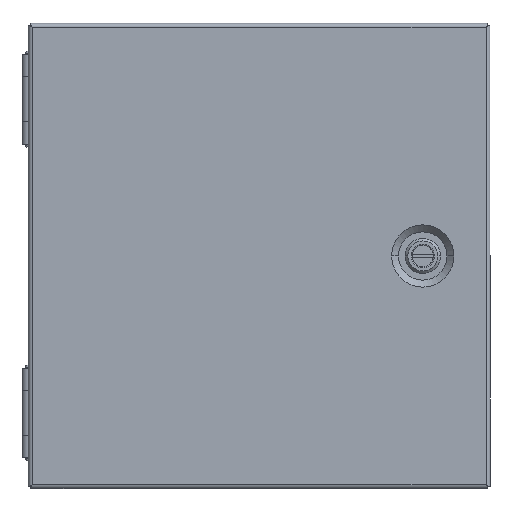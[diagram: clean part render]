
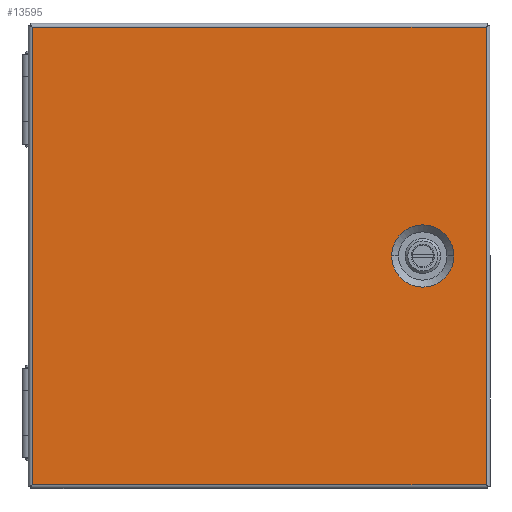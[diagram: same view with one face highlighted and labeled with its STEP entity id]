
A CAD part, top view. The second image highlights one B-rep face of the part: STEP entity #13595.
In plain terms, the highlighted planar face has unit normal (0, 0, 1).
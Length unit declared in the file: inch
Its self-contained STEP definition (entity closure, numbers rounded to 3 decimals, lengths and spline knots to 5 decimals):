
#903 = CARTESIAN_POINT ( 'NONE',  ( 5.0425, -5.104, 4.118 ) ) ;
#2315 = CARTESIAN_POINT ( 'NONE',  ( 5.0425, 5.104, 4.118 ) ) ;
#2425 = CARTESIAN_POINT ( 'NONE',  ( 5.0425, -5.104, 4.118 ) ) ;
#3382 = PLANE ( 'NONE',  #12144 ) ;
#3956 = DIRECTION ( 'NONE',  ( 0., 0., 1. ) ) ;
#4351 = VERTEX_POINT ( 'NONE', #11389 ) ;
#4538 = DIRECTION ( 'NONE',  ( 1., 0., 0. ) ) ;
#4687 = EDGE_CURVE ( 'NONE', #9272, #4811, #21791, .T. ) ;
#4811 = VERTEX_POINT ( 'NONE', #14578 ) ;
#5478 = EDGE_CURVE ( 'NONE', #7933, #23408, #23423, .T. ) ;
#5642 = EDGE_CURVE ( 'NONE', #23408, #7933, #10486, .T. ) ;
#6036 = ORIENTED_EDGE ( 'NONE', *, *, #5642, .T. ) ;
#6366 = EDGE_CURVE ( 'NONE', #23567, #9272, #16489, .T. ) ;
#6823 = AXIS2_PLACEMENT_3D ( 'NONE', #15348, #11820, #7899 ) ;
#6950 = CARTESIAN_POINT ( 'NONE',  ( 5.0425, 5.104, 4.118 ) ) ;
#7031 = EDGE_CURVE ( 'NONE', #4351, #23567, #15541, .T. ) ;
#7455 = FACE_BOUND ( 'NONE', #15511, .T. ) ;
#7899 = DIRECTION ( 'NONE',  ( 1., 0., 0. ) ) ;
#7933 = VERTEX_POINT ( 'NONE', #12757 ) ;
#8529 = LINE ( 'NONE', #21962, #16307 ) ;
#9133 = CARTESIAN_POINT ( 'NONE',  ( 5.0425, -5.104, 4.118 ) ) ;
#9202 = FACE_OUTER_BOUND ( 'NONE', #20342, .T. ) ;
#9272 = VERTEX_POINT ( 'NONE', #2315 ) ;
#10486 = CIRCLE ( 'NONE', #12668, 0.69489 ) ;
#10940 = DIRECTION ( 'NONE',  ( 0., -1., 0. ) ) ;
#11389 = CARTESIAN_POINT ( 'NONE',  ( -5.0855, -5.104, 4.118 ) ) ;
#11572 = DIRECTION ( 'NONE',  ( 0., 0., -1. ) ) ;
#11820 = DIRECTION ( 'NONE',  ( 0., 0., -1. ) ) ;
#11899 = CARTESIAN_POINT ( 'NONE',  ( 3.6285, 0., 4.118 ) ) ;
#12144 = AXIS2_PLACEMENT_3D ( 'NONE', #9133, #3956, #18588 ) ;
#12162 = VECTOR ( 'NONE', #21601, 39.37008 ) ;
#12563 = CARTESIAN_POINT ( 'NONE',  ( 5.0425, -5.104, 4.118 ) ) ;
#12668 = AXIS2_PLACEMENT_3D ( 'NONE', #11899, #11572, #4538 ) ;
#12757 = CARTESIAN_POINT ( 'NONE',  ( 4.32339, 0., 4.118 ) ) ;
#13595 = ADVANCED_FACE ( 'NONE', ( #7455, #9202 ), #3382, .T. ) ;
#13749 = DIRECTION ( 'NONE',  ( 1., 0., 0. ) ) ;
#14492 = DIRECTION ( 'NONE',  ( -1., 0., 0. ) ) ;
#14578 = CARTESIAN_POINT ( 'NONE',  ( -5.0855, 5.104, 4.118 ) ) ;
#15348 = CARTESIAN_POINT ( 'NONE',  ( 3.6285, 0., 4.118 ) ) ;
#15511 = EDGE_LOOP ( 'NONE', ( #20821, #6036 ) ) ;
#15541 = LINE ( 'NONE', #903, #16390 ) ;
#16307 = VECTOR ( 'NONE', #10940, 39.37008 ) ;
#16390 = VECTOR ( 'NONE', #13749, 39.37008 ) ;
#16489 = LINE ( 'NONE', #12563, #12162 ) ;
#16906 = VECTOR ( 'NONE', #14492, 39.37008 ) ;
#17284 = EDGE_CURVE ( 'NONE', #4811, #4351, #8529, .T. ) ;
#18588 = DIRECTION ( 'NONE',  ( 1., 0., 0. ) ) ;
#20225 = ORIENTED_EDGE ( 'NONE', *, *, #17284, .T. ) ;
#20342 = EDGE_LOOP ( 'NONE', ( #23295, #20225, #20839, #23400 ) ) ;
#20821 = ORIENTED_EDGE ( 'NONE', *, *, #5478, .T. ) ;
#20839 = ORIENTED_EDGE ( 'NONE', *, *, #7031, .T. ) ;
#21601 = DIRECTION ( 'NONE',  ( 0., 1., 0. ) ) ;
#21791 = LINE ( 'NONE', #6950, #16906 ) ;
#21962 = CARTESIAN_POINT ( 'NONE',  ( -5.0855, -5.104, 4.118 ) ) ;
#23295 = ORIENTED_EDGE ( 'NONE', *, *, #4687, .T. ) ;
#23400 = ORIENTED_EDGE ( 'NONE', *, *, #6366, .T. ) ;
#23408 = VERTEX_POINT ( 'NONE', #23691 ) ;
#23423 = CIRCLE ( 'NONE', #6823, 0.69489 ) ;
#23567 = VERTEX_POINT ( 'NONE', #2425 ) ;
#23691 = CARTESIAN_POINT ( 'NONE',  ( 2.93361, 0., 4.118 ) ) ;
